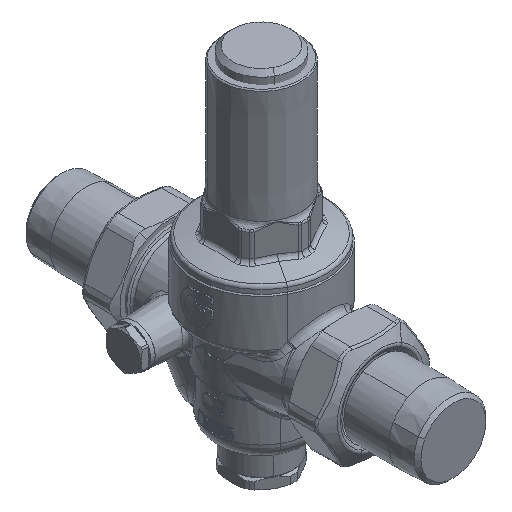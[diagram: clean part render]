
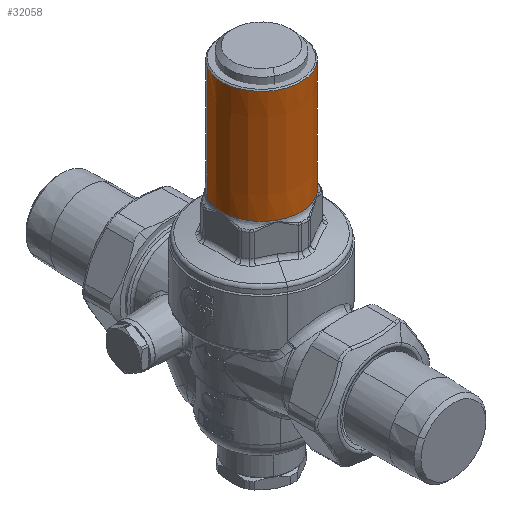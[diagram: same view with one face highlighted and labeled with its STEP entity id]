
A CAD part, isometric view. The second image highlights one B-rep face of the part: STEP entity #32058.
In plain terms, the highlighted conical face has half-angle 0.104 degrees and reference radius 18.002 mm.
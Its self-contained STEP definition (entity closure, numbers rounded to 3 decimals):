
#31880=CARTESIAN_POINT('Vertex',(15.8,-8.632,-74.064)) ;
#31883=CARTESIAN_POINT('Axis2P3D Location',(0.,0.,-74.064)) ;
#31887=CARTESIAN_POINT('Vertex',(-15.8,8.632,-74.064)) ;
#32016=CARTESIAN_POINT('Line Origine',(16.593,-9.065,-573.038)) ;
#32020=CARTESIAN_POINT('Vertex',(15.881,-8.676,-125.332)) ;
#32023=CARTESIAN_POINT('Line Origine',(-16.593,9.065,-573.038)) ;
#32027=CARTESIAN_POINT('Vertex',(-15.881,8.676,-125.332)) ;
#32042=CARTESIAN_POINT('Axis2P3D Location',(0.,0.,-73.039)) ;
#32047=CARTESIAN_POINT('Axis2P3D Location',(0.,0.,-125.332)) ;
#31884=DIRECTION('Axis2P3D Direction',(0.,0.,-1.)) ;
#32017=DIRECTION('Vector Direction',(0.002,-0.001,-1.)) ;
#32024=DIRECTION('Vector Direction',(-0.002,0.001,-1.)) ;
#32043=DIRECTION('Axis2P3D Direction',(0.,0.,-1.)) ;
#32044=DIRECTION('Axis2P3D XDirection',(0.479,0.878,0.)) ;
#32048=DIRECTION('Axis2P3D Direction',(0.,0.,-1.)) ;
#31885=AXIS2_PLACEMENT_3D('Circle Axis2P3D',#31883,#31884,$) ;
#32045=AXIS2_PLACEMENT_3D('Cone Axis2P3D',#32042,#32043,#32044) ;
#32049=AXIS2_PLACEMENT_3D('Circle Axis2P3D',#32047,#32048,$) ;
#32053=ORIENTED_EDGE('',*,*,#32029,.F.) ;
#32054=ORIENTED_EDGE('',*,*,#31889,.T.) ;
#32055=ORIENTED_EDGE('',*,*,#32022,.F.) ;
#32056=ORIENTED_EDGE('',*,*,#32051,.F.) ;
#32018=VECTOR('Line Direction',#32017,1.) ;
#32025=VECTOR('Line Direction',#32024,1.) ;
#32058=ADVANCED_FACE('Sheet.2',(#32057),#32046,.F.) ;
#31886=CIRCLE('generated circle',#31885,18.004) ;
#32050=CIRCLE('generated circle',#32049,18.097) ;
#32046=CONICAL_SURFACE('Cone',#32045,18.002,0.002) ;
#31889=EDGE_CURVE('',#31888,#31881,#31886,.F.) ;
#32022=EDGE_CURVE('',#32021,#31881,#32019,.F.) ;
#32029=EDGE_CURVE('',#31888,#32028,#32026,.T.) ;
#32051=EDGE_CURVE('',#32028,#32021,#32050,.F.) ;
#32052=EDGE_LOOP('',(#32053,#32054,#32055,#32056)) ;
#32057=FACE_OUTER_BOUND('',#32052,.T.) ;
#32019=LINE('Line',#32016,#32018) ;
#32026=LINE('Line',#32023,#32025) ;
#31881=VERTEX_POINT('',#31880) ;
#31888=VERTEX_POINT('',#31887) ;
#32021=VERTEX_POINT('',#32020) ;
#32028=VERTEX_POINT('',#32027) ;
